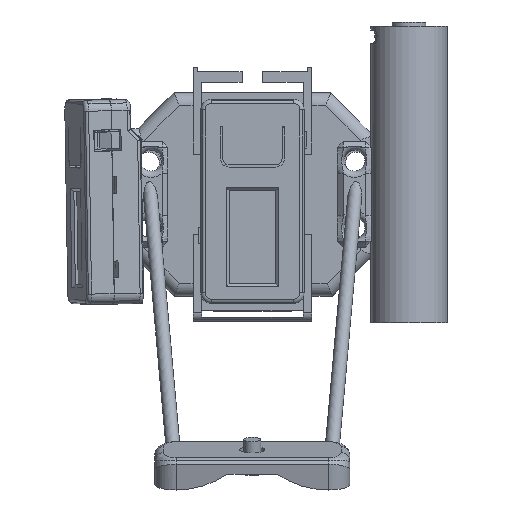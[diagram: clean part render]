
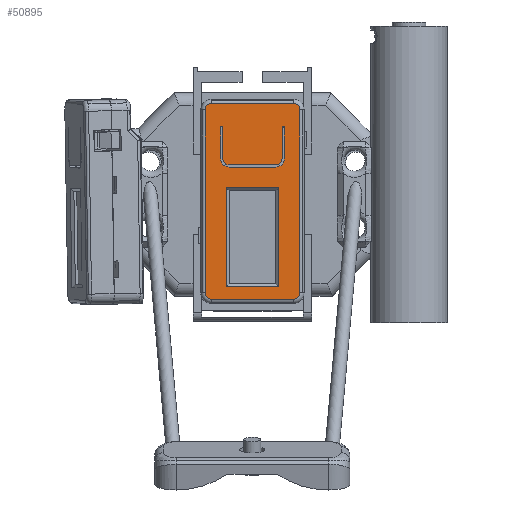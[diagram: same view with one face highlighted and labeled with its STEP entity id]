
A CAD part, top view. The second image highlights one B-rep face of the part: STEP entity #50895.
In plain terms, the highlighted planar face has unit normal (0, 0, 1).
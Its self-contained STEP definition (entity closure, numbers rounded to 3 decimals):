
#50294=CARTESIAN_POINT('',(7.513,39.929,21.784));
#50295=VERTEX_POINT('',#50294);
#50302=CARTESIAN_POINT('',(7.013,39.929,21.784));
#50303=VERTEX_POINT('',#50302);
#50304=CARTESIAN_POINT('',(7.013,39.929,21.784));
#50305=DIRECTION('',(1.,0.,-0.));
#50306=VECTOR('',#50305,0.5);
#50307=LINE('',#50304,#50306);
#50308=EDGE_CURVE('',#50303,#50295,#50307,.T.);
#50325=CARTESIAN_POINT('',(7.513,32.429,21.784));
#50326=VERTEX_POINT('',#50325);
#50333=CARTESIAN_POINT('',(7.513,39.929,21.784));
#50334=DIRECTION('',(0.,-1.,0.));
#50335=VECTOR('',#50334,7.5);
#50336=LINE('',#50333,#50335);
#50337=EDGE_CURVE('',#50295,#50326,#50336,.T.);
#50349=CARTESIAN_POINT('',(5.513,30.429,21.784));
#50350=VERTEX_POINT('',#50349);
#50357=CARTESIAN_POINT('',(5.513,32.429,21.784));
#50358=DIRECTION('',(-0.,-0.,-1.));
#50359=DIRECTION('',(1.,0.,-0.));
#50360=AXIS2_PLACEMENT_3D('',#50357,#50358,#50359);
#50361=CIRCLE('',#50360,2.);
#50362=EDGE_CURVE('',#50326,#50350,#50361,.T.);
#50374=CARTESIAN_POINT('',(-5.487,30.429,21.784));
#50375=VERTEX_POINT('',#50374);
#50382=CARTESIAN_POINT('',(5.513,30.429,21.784));
#50383=DIRECTION('',(-1.,-0.,0.));
#50384=VECTOR('',#50383,11.);
#50385=LINE('',#50382,#50384);
#50386=EDGE_CURVE('',#50350,#50375,#50385,.T.);
#50398=CARTESIAN_POINT('',(-7.487,32.429,21.784));
#50399=VERTEX_POINT('',#50398);
#50406=CARTESIAN_POINT('',(-5.487,32.429,21.784));
#50407=DIRECTION('',(-0.,-0.,-1.));
#50408=DIRECTION('',(1.,0.,-0.));
#50409=AXIS2_PLACEMENT_3D('',#50406,#50407,#50408);
#50410=CIRCLE('',#50409,2.);
#50411=EDGE_CURVE('',#50375,#50399,#50410,.T.);
#50423=CARTESIAN_POINT('',(-7.487,39.929,21.784));
#50424=VERTEX_POINT('',#50423);
#50431=CARTESIAN_POINT('',(-7.487,32.429,21.784));
#50432=DIRECTION('',(-0.,1.,-0.));
#50433=VECTOR('',#50432,7.5);
#50434=LINE('',#50431,#50433);
#50435=EDGE_CURVE('',#50399,#50424,#50434,.T.);
#50480=CARTESIAN_POINT('',(-11.187,43.929,21.784));
#50481=VERTEX_POINT('',#50480);
#50489=CARTESIAN_POINT('',(-9.687,45.429,21.784));
#50490=VERTEX_POINT('',#50489);
#50491=CARTESIAN_POINT('',(-9.687,43.929,21.784));
#50492=DIRECTION('',(-0.,-0.,-1.));
#50493=DIRECTION('',(1.,0.,-0.));
#50494=AXIS2_PLACEMENT_3D('',#50491,#50492,#50493);
#50495=CIRCLE('',#50494,1.5);
#50496=EDGE_CURVE('',#50481,#50490,#50495,.T.);
#50555=CARTESIAN_POINT('',(11.213,43.929,21.784));
#50556=VERTEX_POINT('',#50555);
#50582=CARTESIAN_POINT('',(9.713,45.429,21.784));
#50583=VERTEX_POINT('',#50582);
#50591=CARTESIAN_POINT('',(9.713,43.929,21.784));
#50592=DIRECTION('',(-0.,-0.,-1.));
#50593=DIRECTION('',(1.,0.,-0.));
#50594=AXIS2_PLACEMENT_3D('',#50591,#50592,#50593);
#50595=CIRCLE('',#50594,1.5);
#50596=EDGE_CURVE('',#50583,#50556,#50595,.T.);
#50631=CARTESIAN_POINT('',(9.713,-0.771,21.784));
#50632=VERTEX_POINT('',#50631);
#50658=CARTESIAN_POINT('',(11.213,0.729,21.784));
#50659=VERTEX_POINT('',#50658);
#50667=CARTESIAN_POINT('',(9.713,0.729,21.784));
#50668=DIRECTION('',(-0.,-0.,-1.));
#50669=DIRECTION('',(1.,0.,-0.));
#50670=AXIS2_PLACEMENT_3D('',#50667,#50668,#50669);
#50671=CIRCLE('',#50670,1.5);
#50672=EDGE_CURVE('',#50659,#50632,#50671,.T.);
#50707=CARTESIAN_POINT('',(-11.187,0.729,21.784));
#50708=VERTEX_POINT('',#50707);
#50734=CARTESIAN_POINT('',(-9.687,-0.771,21.784));
#50735=VERTEX_POINT('',#50734);
#50743=CARTESIAN_POINT('',(-9.687,0.729,21.784));
#50744=DIRECTION('',(-0.,-0.,-1.));
#50745=DIRECTION('',(1.,0.,-0.));
#50746=AXIS2_PLACEMENT_3D('',#50743,#50744,#50745);
#50747=CIRCLE('',#50746,1.5);
#50748=EDGE_CURVE('',#50735,#50708,#50747,.T.);
#50770=CARTESIAN_POINT('',(0.013,22.329,21.784));
#50771=DIRECTION('',(0.,0.,1.));
#50772=DIRECTION('',(-1.,-0.,0.));
#50773=AXIS2_PLACEMENT_3D('',#50770,#50771,#50772);
#50774=PLANE('',#50773);
#50775=ORIENTED_EDGE('',*,*,#50496,.F.);
#50776=CARTESIAN_POINT('',(-11.187,0.729,21.784));
#50777=DIRECTION('',(-0.,1.,-0.));
#50778=VECTOR('',#50777,43.2);
#50779=LINE('',#50776,#50778);
#50780=EDGE_CURVE('',#50708,#50481,#50779,.T.);
#50781=ORIENTED_EDGE('',*,*,#50780,.F.);
#50782=ORIENTED_EDGE('',*,*,#50748,.F.);
#50783=CARTESIAN_POINT('',(9.713,-0.771,21.784));
#50784=DIRECTION('',(-1.,-0.,0.));
#50785=VECTOR('',#50784,19.4);
#50786=LINE('',#50783,#50785);
#50787=EDGE_CURVE('',#50632,#50735,#50786,.T.);
#50788=ORIENTED_EDGE('',*,*,#50787,.F.);
#50789=ORIENTED_EDGE('',*,*,#50672,.F.);
#50790=CARTESIAN_POINT('',(11.213,43.929,21.784));
#50791=DIRECTION('',(0.,-1.,-0.));
#50792=VECTOR('',#50791,43.2);
#50793=LINE('',#50790,#50792);
#50794=EDGE_CURVE('',#50556,#50659,#50793,.T.);
#50795=ORIENTED_EDGE('',*,*,#50794,.F.);
#50796=ORIENTED_EDGE('',*,*,#50596,.F.);
#50797=CARTESIAN_POINT('',(-9.687,45.429,21.784));
#50798=DIRECTION('',(1.,0.,-0.));
#50799=VECTOR('',#50798,19.4);
#50800=LINE('',#50797,#50799);
#50801=EDGE_CURVE('',#50490,#50583,#50800,.T.);
#50802=ORIENTED_EDGE('',*,*,#50801,.F.);
#50803=EDGE_LOOP('',(#50775,#50781,#50782,#50788,#50789,#50795,#50796,#50802));
#50804=FACE_BOUND('',#50803,.T.);
#50805=CARTESIAN_POINT('',(-6.987,39.929,21.784));
#50806=VERTEX_POINT('',#50805);
#50807=CARTESIAN_POINT('',(-7.487,39.929,21.784));
#50808=DIRECTION('',(1.,0.,-0.));
#50809=VECTOR('',#50808,0.5);
#50810=LINE('',#50807,#50809);
#50811=EDGE_CURVE('',#50424,#50806,#50810,.T.);
#50812=ORIENTED_EDGE('',*,*,#50811,.T.);
#50813=CARTESIAN_POINT('',(-6.987,32.429,21.784));
#50814=VERTEX_POINT('',#50813);
#50815=CARTESIAN_POINT('',(-6.987,39.929,21.784));
#50816=DIRECTION('',(0.,-1.,0.));
#50817=VECTOR('',#50816,7.5);
#50818=LINE('',#50815,#50817);
#50819=EDGE_CURVE('',#50806,#50814,#50818,.T.);
#50820=ORIENTED_EDGE('',*,*,#50819,.T.);
#50821=CARTESIAN_POINT('',(-5.487,30.929,21.784));
#50822=VERTEX_POINT('',#50821);
#50823=CARTESIAN_POINT('',(-5.487,32.429,21.784));
#50824=DIRECTION('',(0.,0.,1.));
#50825=DIRECTION('',(1.,0.,-0.));
#50826=AXIS2_PLACEMENT_3D('',#50823,#50824,#50825);
#50827=CIRCLE('',#50826,1.5);
#50828=EDGE_CURVE('',#50814,#50822,#50827,.T.);
#50829=ORIENTED_EDGE('',*,*,#50828,.T.);
#50830=CARTESIAN_POINT('',(5.513,30.929,21.784));
#50831=VERTEX_POINT('',#50830);
#50832=CARTESIAN_POINT('',(-5.487,30.929,21.784));
#50833=DIRECTION('',(1.,0.,-0.));
#50834=VECTOR('',#50833,11.);
#50835=LINE('',#50832,#50834);
#50836=EDGE_CURVE('',#50822,#50831,#50835,.T.);
#50837=ORIENTED_EDGE('',*,*,#50836,.T.);
#50838=CARTESIAN_POINT('',(7.013,32.429,21.784));
#50839=VERTEX_POINT('',#50838);
#50840=CARTESIAN_POINT('',(5.513,32.429,21.784));
#50841=DIRECTION('',(0.,0.,1.));
#50842=DIRECTION('',(1.,0.,-0.));
#50843=AXIS2_PLACEMENT_3D('',#50840,#50841,#50842);
#50844=CIRCLE('',#50843,1.5);
#50845=EDGE_CURVE('',#50831,#50839,#50844,.T.);
#50846=ORIENTED_EDGE('',*,*,#50845,.T.);
#50847=CARTESIAN_POINT('',(7.013,32.429,21.784));
#50848=DIRECTION('',(-0.,1.,-0.));
#50849=VECTOR('',#50848,7.5);
#50850=LINE('',#50847,#50849);
#50851=EDGE_CURVE('',#50839,#50303,#50850,.T.);
#50852=ORIENTED_EDGE('',*,*,#50851,.T.);
#50853=ORIENTED_EDGE('',*,*,#50308,.T.);
#50854=ORIENTED_EDGE('',*,*,#50337,.T.);
#50855=ORIENTED_EDGE('',*,*,#50362,.T.);
#50856=ORIENTED_EDGE('',*,*,#50386,.T.);
#50857=ORIENTED_EDGE('',*,*,#50411,.T.);
#50858=ORIENTED_EDGE('',*,*,#50435,.T.);
#50859=EDGE_LOOP('',(#50812,#50820,#50829,#50837,#50846,#50852,#50853,#50854,#50855,#50856,#50857,#50858));
#50860=FACE_BOUND('',#50859,.T.);
#50861=CARTESIAN_POINT('',(-6.187,2.129,21.784));
#50862=VERTEX_POINT('',#50861);
#50863=CARTESIAN_POINT('',(6.213,2.129,21.784));
#50864=VERTEX_POINT('',#50863);
#50865=CARTESIAN_POINT('',(-6.187,2.129,21.784));
#50866=DIRECTION('',(1.,0.,-0.));
#50867=VECTOR('',#50866,12.4);
#50868=LINE('',#50865,#50867);
#50869=EDGE_CURVE('',#50862,#50864,#50868,.T.);
#50870=ORIENTED_EDGE('',*,*,#50869,.F.);
#50871=CARTESIAN_POINT('',(-6.187,25.529,21.784));
#50872=VERTEX_POINT('',#50871);
#50873=CARTESIAN_POINT('',(-6.187,25.529,21.784));
#50874=DIRECTION('',(0.,-1.,0.));
#50875=VECTOR('',#50874,23.4);
#50876=LINE('',#50873,#50875);
#50877=EDGE_CURVE('',#50872,#50862,#50876,.T.);
#50878=ORIENTED_EDGE('',*,*,#50877,.F.);
#50879=CARTESIAN_POINT('',(6.213,25.529,21.784));
#50880=VERTEX_POINT('',#50879);
#50881=CARTESIAN_POINT('',(6.213,25.529,21.784));
#50882=DIRECTION('',(-1.,-0.,0.));
#50883=VECTOR('',#50882,12.4);
#50884=LINE('',#50881,#50883);
#50885=EDGE_CURVE('',#50880,#50872,#50884,.T.);
#50886=ORIENTED_EDGE('',*,*,#50885,.F.);
#50887=CARTESIAN_POINT('',(6.213,2.129,21.784));
#50888=DIRECTION('',(-0.,1.,0.));
#50889=VECTOR('',#50888,23.4);
#50890=LINE('',#50887,#50889);
#50891=EDGE_CURVE('',#50864,#50880,#50890,.T.);
#50892=ORIENTED_EDGE('',*,*,#50891,.F.);
#50893=EDGE_LOOP('',(#50870,#50878,#50886,#50892));
#50894=FACE_BOUND('',#50893,.T.);
#50895=ADVANCED_FACE('',(#50804,#50860,#50894),#50774,.T.);
